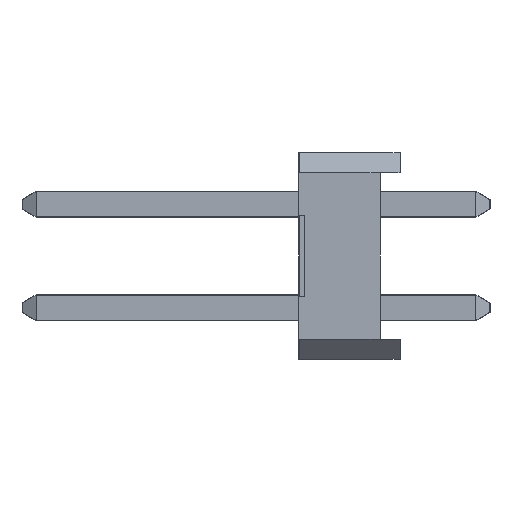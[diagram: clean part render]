
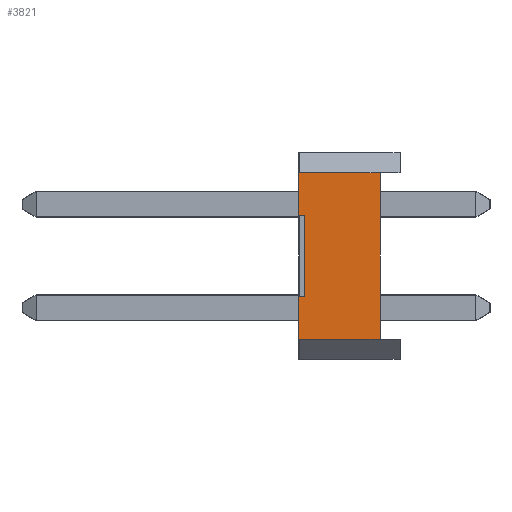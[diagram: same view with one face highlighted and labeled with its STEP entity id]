
A CAD part, left-side view. The second image highlights one B-rep face of the part: STEP entity #3821.
In plain terms, the highlighted planar face has unit normal (-1, 0, 0).
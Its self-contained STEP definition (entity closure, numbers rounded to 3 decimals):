
#25 = VERTEX_POINT ( 'NONE', #50 ) ;
#29 = VERTEX_POINT ( 'NONE', #140 ) ;
#38 = CARTESIAN_POINT ( 'NONE',  ( -1.27, -4.081, 2.04 ) ) ;
#50 = CARTESIAN_POINT ( 'NONE',  ( -1.27, 2.35, -1. ) ) ;
#140 = CARTESIAN_POINT ( 'NONE',  ( -1.27, 0.5, -2.04 ) ) ;
#156 = LINE ( 'NONE', #3286, #2650 ) ;
#170 = DIRECTION ( 'NONE',  ( 0., 0., 1. ) ) ;
#210 = EDGE_CURVE ( 'NONE', #2773, #2975, #3402, .T. ) ;
#281 = DIRECTION ( 'NONE',  ( 0., 0., 1. ) ) ;
#291 = FACE_OUTER_BOUND ( 'NONE', #3078, .T. ) ;
#424 = CARTESIAN_POINT ( 'NONE',  ( -1.27, 2.5, -2.03 ) ) ;
#482 = DIRECTION ( 'NONE',  ( 0., 1., 0. ) ) ;
#498 = LINE ( 'NONE', #3516, #782 ) ;
#526 = ORIENTED_EDGE ( 'NONE', *, *, #837, .T. ) ;
#538 = EDGE_CURVE ( 'NONE', #3101, #1727, #498, .T. ) ;
#548 = VERTEX_POINT ( 'NONE', #1678 ) ;
#553 = AXIS2_PLACEMENT_3D ( 'NONE', #707, #651, #1550 ) ;
#554 = CARTESIAN_POINT ( 'NONE',  ( -1.27, 2.35, -1. ) ) ;
#579 = CARTESIAN_POINT ( 'NONE',  ( -1.27, 2.49, 1. ) ) ;
#594 = CIRCLE ( 'NONE', #1438, 0.01 ) ;
#618 = ORIENTED_EDGE ( 'NONE', *, *, #2061, .T. ) ;
#651 = DIRECTION ( 'NONE',  ( -1., 0., 0. ) ) ;
#707 = CARTESIAN_POINT ( 'NONE',  ( -1.27, 2.49, 2.03 ) ) ;
#717 = EDGE_CURVE ( 'NONE', #25, #2773, #1450, .T. ) ;
#722 = VECTOR ( 'NONE', #1798, 1000. ) ;
#782 = VECTOR ( 'NONE', #1736, 1000. ) ;
#837 = EDGE_CURVE ( 'NONE', #1172, #548, #1792, .T. ) ;
#857 = LINE ( 'NONE', #2465, #2713 ) ;
#945 = DIRECTION ( 'NONE',  ( 0., 1., 0. ) ) ;
#948 = ORIENTED_EDGE ( 'NONE', *, *, #3591, .T. ) ;
#994 = DIRECTION ( 'NONE',  ( 0., 0., 1. ) ) ;
#1065 = ORIENTED_EDGE ( 'NONE', *, *, #210, .F. ) ;
#1127 = ORIENTED_EDGE ( 'NONE', *, *, #538, .F. ) ;
#1140 = EDGE_CURVE ( 'NONE', #29, #2065, #1267, .T. ) ;
#1172 = VERTEX_POINT ( 'NONE', #3819 ) ;
#1175 = DIRECTION ( 'NONE',  ( 0., 1., 0. ) ) ;
#1221 = VECTOR ( 'NONE', #281, 1000. ) ;
#1267 = LINE ( 'NONE', #2727, #1221 ) ;
#1289 = VECTOR ( 'NONE', #2554, 1000. ) ;
#1390 = DIRECTION ( 'NONE',  ( -1., 0., 0. ) ) ;
#1429 = ORIENTED_EDGE ( 'NONE', *, *, #2878, .F. ) ;
#1438 = AXIS2_PLACEMENT_3D ( 'NONE', #2192, #2718, #1552 ) ;
#1450 = LINE ( 'NONE', #554, #722 ) ;
#1484 = EDGE_CURVE ( 'NONE', #2617, #1727, #594, .T. ) ;
#1492 = VECTOR ( 'NONE', #994, 1000. ) ;
#1533 = PLANE ( 'NONE',  #3752 ) ;
#1550 = DIRECTION ( 'NONE',  ( 0., 0., 1. ) ) ;
#1552 = DIRECTION ( 'NONE',  ( 0., 0., 1. ) ) ;
#1655 = CARTESIAN_POINT ( 'NONE',  ( -1.27, 2.5, 2.04 ) ) ;
#1678 = CARTESIAN_POINT ( 'NONE',  ( -1.27, 2.5, 2.03 ) ) ;
#1727 = VERTEX_POINT ( 'NONE', #3890 ) ;
#1736 = DIRECTION ( 'NONE',  ( 0., 0., 1. ) ) ;
#1792 = CIRCLE ( 'NONE', #553, 0.01 ) ;
#1798 = DIRECTION ( 'NONE',  ( 0., 0., 1. ) ) ;
#1824 = CIRCLE ( 'NONE', #2844, 0.01 ) ;
#1836 = CARTESIAN_POINT ( 'NONE',  ( -1.27, 2.35, 1. ) ) ;
#1868 = ORIENTED_EDGE ( 'NONE', *, *, #1140, .T. ) ;
#2046 = EDGE_CURVE ( 'NONE', #3421, #548, #3449, .T. ) ;
#2061 = EDGE_CURVE ( 'NONE', #2065, #1172, #2812, .T. ) ;
#2065 = VERTEX_POINT ( 'NONE', #3182 ) ;
#2141 = ORIENTED_EDGE ( 'NONE', *, *, #3208, .T. ) ;
#2150 = DIRECTION ( 'NONE',  ( 0., 0., 1. ) ) ;
#2192 = CARTESIAN_POINT ( 'NONE',  ( -1.27, 2.49, -1.01 ) ) ;
#2239 = CARTESIAN_POINT ( 'NONE',  ( -1.27, 2.5, 1.01 ) ) ;
#2319 = DIRECTION ( 'NONE',  ( 0., 0., 1. ) ) ;
#2353 = CARTESIAN_POINT ( 'NONE',  ( -1.27, 2.35, 1. ) ) ;
#2460 = CIRCLE ( 'NONE', #3556, 0.01 ) ;
#2465 = CARTESIAN_POINT ( 'NONE',  ( -1.27, -4.081, -2.04 ) ) ;
#2554 = DIRECTION ( 'NONE',  ( 0., 1., 0. ) ) ;
#2602 = CARTESIAN_POINT ( 'NONE',  ( -1.27, 2.49, 1.01 ) ) ;
#2617 = VERTEX_POINT ( 'NONE', #3460 ) ;
#2633 = DIRECTION ( 'NONE',  ( -1., 0., 0. ) ) ;
#2650 = VECTOR ( 'NONE', #482, 1000. ) ;
#2713 = VECTOR ( 'NONE', #1175, 1000. ) ;
#2718 = DIRECTION ( 'NONE',  ( -1., 0., 0. ) ) ;
#2727 = CARTESIAN_POINT ( 'NONE',  ( -1.27, 0.5, 2.04 ) ) ;
#2757 = CARTESIAN_POINT ( 'NONE',  ( -1.27, -4.081, 2.04 ) ) ;
#2773 = VERTEX_POINT ( 'NONE', #2353 ) ;
#2812 = LINE ( 'NONE', #38, #1289 ) ;
#2844 = AXIS2_PLACEMENT_3D ( 'NONE', #2927, #1390, #2319 ) ;
#2878 = EDGE_CURVE ( 'NONE', #29, #2983, #857, .T. ) ;
#2888 = ORIENTED_EDGE ( 'NONE', *, *, #717, .F. ) ;
#2927 = CARTESIAN_POINT ( 'NONE',  ( -1.27, 2.49, -2.03 ) ) ;
#2975 = VERTEX_POINT ( 'NONE', #579 ) ;
#2979 = ORIENTED_EDGE ( 'NONE', *, *, #1484, .T. ) ;
#2983 = VERTEX_POINT ( 'NONE', #3379 ) ;
#3044 = VECTOR ( 'NONE', #945, 1000. ) ;
#3078 = EDGE_LOOP ( 'NONE', ( #618, #526, #3163, #948, #1065, #2888, #2141, #2979, #1127, #3951, #1429, #1868 ) ) ;
#3101 = VERTEX_POINT ( 'NONE', #424 ) ;
#3163 = ORIENTED_EDGE ( 'NONE', *, *, #2046, .F. ) ;
#3182 = CARTESIAN_POINT ( 'NONE',  ( -1.27, 0.5, 2.04 ) ) ;
#3208 = EDGE_CURVE ( 'NONE', #25, #2617, #156, .T. ) ;
#3286 = CARTESIAN_POINT ( 'NONE',  ( -1.27, 2.35, -1. ) ) ;
#3379 = CARTESIAN_POINT ( 'NONE',  ( -1.27, 2.49, -2.04 ) ) ;
#3402 = LINE ( 'NONE', #1836, #3044 ) ;
#3421 = VERTEX_POINT ( 'NONE', #2239 ) ;
#3449 = LINE ( 'NONE', #1655, #1492 ) ;
#3460 = CARTESIAN_POINT ( 'NONE',  ( -1.27, 2.49, -1. ) ) ;
#3516 = CARTESIAN_POINT ( 'NONE',  ( -1.27, 2.5, 2.04 ) ) ;
#3556 = AXIS2_PLACEMENT_3D ( 'NONE', #2602, #3834, #170 ) ;
#3591 = EDGE_CURVE ( 'NONE', #3421, #2975, #2460, .T. ) ;
#3620 = EDGE_CURVE ( 'NONE', #3101, #2983, #1824, .T. ) ;
#3752 = AXIS2_PLACEMENT_3D ( 'NONE', #2757, #2633, #2150 ) ;
#3819 = CARTESIAN_POINT ( 'NONE',  ( -1.27, 2.49, 2.04 ) ) ;
#3821 = ADVANCED_FACE ( 'NONE', ( #291 ), #1533, .T. ) ;
#3834 = DIRECTION ( 'NONE',  ( -1., 0., 0. ) ) ;
#3890 = CARTESIAN_POINT ( 'NONE',  ( -1.27, 2.5, -1.01 ) ) ;
#3951 = ORIENTED_EDGE ( 'NONE', *, *, #3620, .T. ) ;
